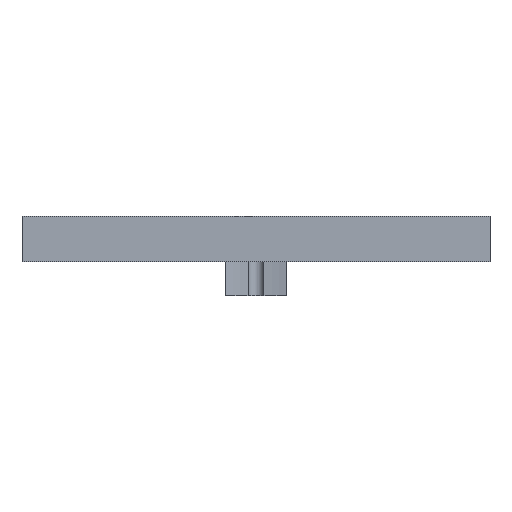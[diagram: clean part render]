
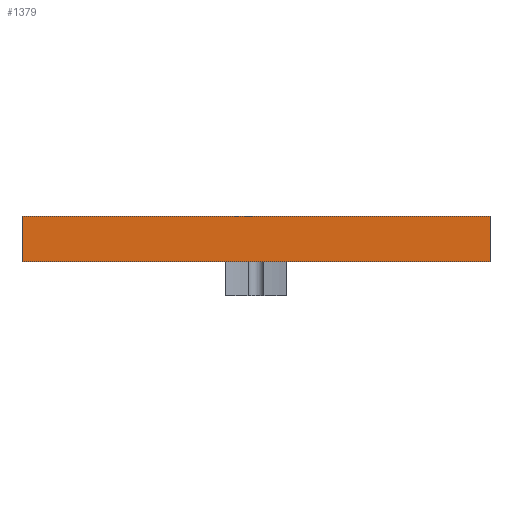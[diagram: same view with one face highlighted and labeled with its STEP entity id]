
A CAD part, front view. The second image highlights one B-rep face of the part: STEP entity #1379.
In plain terms, the highlighted planar face has unit normal (0, -1, 0).
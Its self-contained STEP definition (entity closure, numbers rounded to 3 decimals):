
#100=PLANE('',#1550);
#165=FACE_OUTER_BOUND('',#233,.T.);
#233=EDGE_LOOP('',(#1139,#1140,#1141,#1142));
#391=LINE('',#2295,#493);
#392=LINE('',#2298,#494);
#393=LINE('',#2300,#495);
#394=LINE('',#2301,#496);
#493=VECTOR('',#1920,10.);
#494=VECTOR('',#1923,10.);
#495=VECTOR('',#1924,10.);
#496=VECTOR('',#1925,10.);
#707=VERTEX_POINT('',#2291);
#708=VERTEX_POINT('',#2293);
#709=VERTEX_POINT('',#2297);
#710=VERTEX_POINT('',#2299);
#885=EDGE_CURVE('',#707,#708,#391,.T.);
#886=EDGE_CURVE('',#709,#707,#392,.T.);
#887=EDGE_CURVE('',#710,#708,#393,.T.);
#888=EDGE_CURVE('',#709,#710,#394,.T.);
#1139=ORIENTED_EDGE('',*,*,#886,.T.);
#1140=ORIENTED_EDGE('',*,*,#885,.T.);
#1141=ORIENTED_EDGE('',*,*,#887,.F.);
#1142=ORIENTED_EDGE('',*,*,#888,.F.);
#1379=ADVANCED_FACE('',(#165),#100,.T.);
#1550=AXIS2_PLACEMENT_3D('',#2296,#1921,#1922);
#1920=DIRECTION('',(0.,0.,1.));
#1921=DIRECTION('center_axis',(0.,-1.,0.));
#1922=DIRECTION('ref_axis',(1.,0.,0.));
#1923=DIRECTION('',(1.,0.,0.));
#1924=DIRECTION('',(1.,0.,0.));
#1925=DIRECTION('',(0.,0.,1.));
#2291=CARTESIAN_POINT('',(20.5,-27.5,0.));
#2293=CARTESIAN_POINT('',(20.5,-27.5,4.));
#2295=CARTESIAN_POINT('',(20.5,-27.5,0.));
#2296=CARTESIAN_POINT('Origin',(-20.5,-27.5,0.));
#2297=CARTESIAN_POINT('',(-20.5,-27.5,0.));
#2298=CARTESIAN_POINT('',(-20.5,-27.5,0.));
#2299=CARTESIAN_POINT('',(-20.5,-27.5,4.));
#2300=CARTESIAN_POINT('',(-20.5,-27.5,4.));
#2301=CARTESIAN_POINT('',(-20.5,-27.5,0.));
